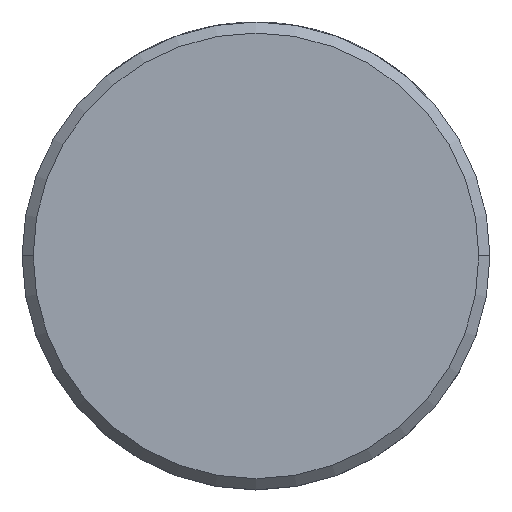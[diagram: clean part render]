
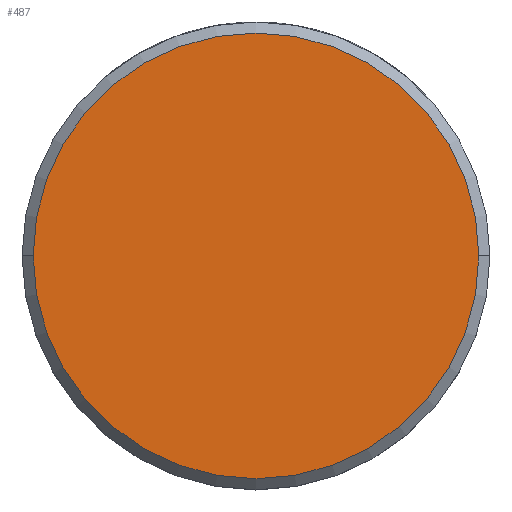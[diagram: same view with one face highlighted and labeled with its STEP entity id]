
A CAD part, top view. The second image highlights one B-rep face of the part: STEP entity #487.
In plain terms, the highlighted planar face has unit normal (0, 0, 1).
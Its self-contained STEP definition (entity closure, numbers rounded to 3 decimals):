
#200 = VERTEX_POINT ( 'NONE', #809 ) ;
#260 = EDGE_CURVE ( 'NONE', #261, #200, #1246, .T. ) ;
#261 = VERTEX_POINT ( 'NONE', #1248 ) ;
#460 = EDGE_LOOP ( 'NONE', ( #489, #522 ) ) ;
#487 = ADVANCED_FACE ( 'NONE', ( #1690 ), #1691, .T. ) ;
#489 = ORIENTED_EDGE ( 'NONE', *, *, #517, .T. ) ;
#517 = EDGE_CURVE ( 'NONE', #200, #261, #1665, .T. ) ;
#522 = ORIENTED_EDGE ( 'NONE', *, *, #260, .T. ) ;
#809 = CARTESIAN_POINT ( 'NONE',  ( -6.05, 0., 1.6 ) ) ;
#1246 = CIRCLE ( 'NONE', #1293, 6.05 ) ;
#1248 = CARTESIAN_POINT ( 'NONE',  ( 6.05, 0., 1.6 ) ) ;
#1290 = DIRECTION ( 'NONE',  ( 1., 0., 0. ) ) ;
#1291 = DIRECTION ( 'NONE',  ( 0., 0., 1. ) ) ;
#1292 = CARTESIAN_POINT ( 'NONE',  ( 0., 0., 1.6 ) ) ;
#1293 = AXIS2_PLACEMENT_3D ( 'NONE', #1292, #1291, #1290 ) ;
#1657 = AXIS2_PLACEMENT_3D ( 'NONE', #1766, #1687, #1848 ) ;
#1665 = CIRCLE ( 'NONE', #1817, 6.05 ) ;
#1687 = DIRECTION ( 'NONE',  ( 0., 0., 1. ) ) ;
#1690 = FACE_OUTER_BOUND ( 'NONE', #460, .T. ) ;
#1691 = PLANE ( 'NONE',  #1657 ) ;
#1766 = CARTESIAN_POINT ( 'NONE',  ( 0., 0., 1.6 ) ) ;
#1815 = DIRECTION ( 'NONE',  ( 1., 0., 0. ) ) ;
#1816 = DIRECTION ( 'NONE',  ( 0., 0., 1. ) ) ;
#1817 = AXIS2_PLACEMENT_3D ( 'NONE', #1821, #1816, #1815 ) ;
#1821 = CARTESIAN_POINT ( 'NONE',  ( 0., 0., 1.6 ) ) ;
#1848 = DIRECTION ( 'NONE',  ( 1., 0., 0. ) ) ;
